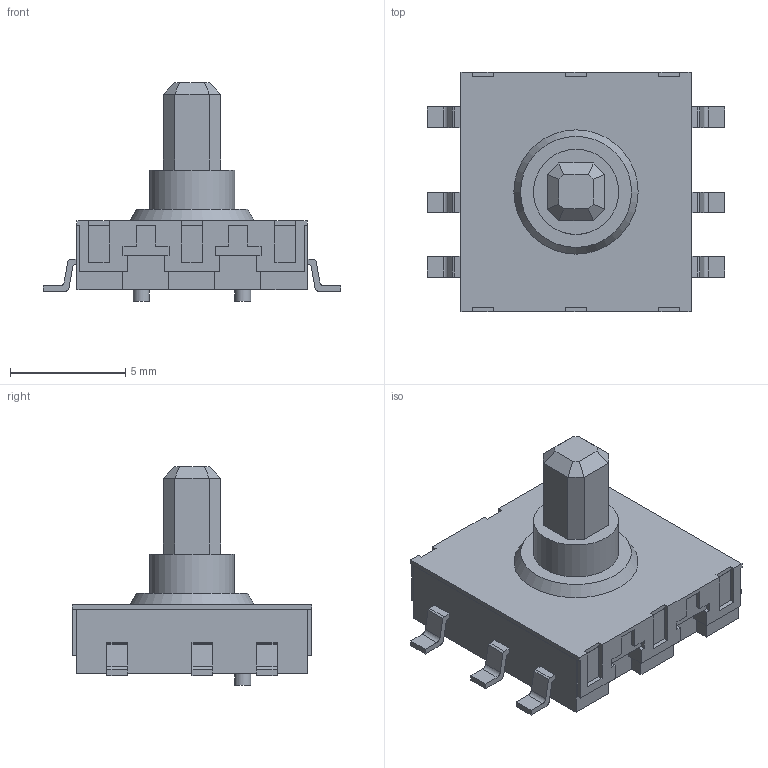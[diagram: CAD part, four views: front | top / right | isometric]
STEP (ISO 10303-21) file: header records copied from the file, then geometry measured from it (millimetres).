
FILE_DESCRIPTION(/* description */ (''),/* implementation_level */ '2;1');
FILE_NAME(/* name */ 'SMD Nav Joystick v21.step',/* time_stamp */ '2020-03-09T16:51:44+07:00',/* author */ (''),/* organization */ (''),/* preprocessor_version */ 'ST-DEVELOPER v18',/* originating_system */ 'Autodesk Translation Framework v8.12.0.6',/* authorisation */ '');
FILE_SCHEMA (('AUTOMOTIVE_DESIGN { 1 0 10303 214 3 1 1 }'));
Length unit declared in the file: millimetre
Products named in the file (4): SMD Nav Joystick; Component2; Component3; Component7
Assembly tree (3 placements, depth 2):
  SMD Nav Joystick
    Component2
    Component3
    Component7
Bounding box: 12.91 x 10.4 x 9.5 mm (x, y, z)
Volume: 347.7 mm3; surface area: 770.6 mm2
Topology: 13 solids, 13 shells, 245 faces, 669 edges, 439 vertices
Faces by surface type: plane 223, cylinder 21, cone 1
Full cylindrical faces by diameter (mm): 0.7 x2, 3.7 x1
Entity records: 7767 total; most frequent: CARTESIAN_POINT 1360, ORIENTED_EDGE 1338, DIRECTION 1224, EDGE_CURVE 669, LINE 618, VECTOR 618, VERTEX_POINT 439, AXIS2_PLACEMENT_3D 303
